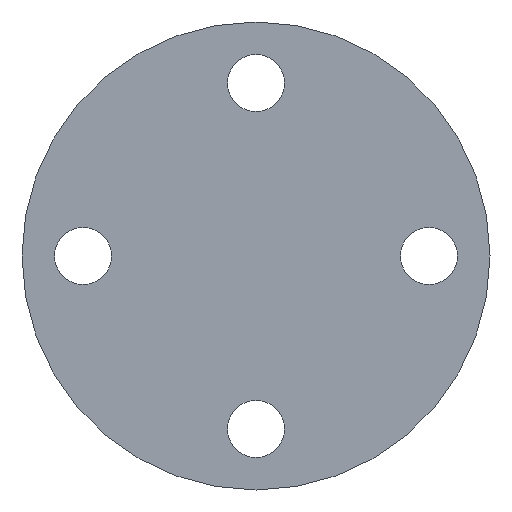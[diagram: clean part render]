
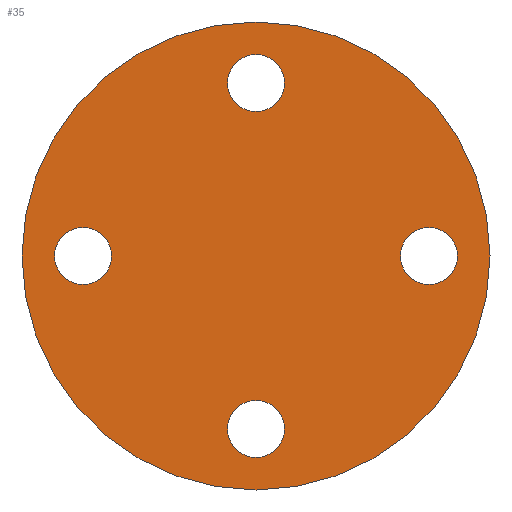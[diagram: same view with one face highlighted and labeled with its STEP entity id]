
A CAD part, front view. The second image highlights one B-rep face of the part: STEP entity #35.
In plain terms, the highlighted planar face has unit normal (0, -1, 0).
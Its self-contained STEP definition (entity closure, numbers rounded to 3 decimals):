
#5 = CIRCLE ( 'NONE', #168, 7. ) ;
#13 = DIRECTION ( 'NONE',  ( 0., 1., 0. ) ) ;
#20 = EDGE_CURVE ( 'NONE', #422, #584, #167, .T. ) ;
#27 = DIRECTION ( 'NONE',  ( 0., 0., 1. ) ) ;
#28 = CARTESIAN_POINT ( 'NONE',  ( -42.5, 0., 0. ) ) ;
#35 = ADVANCED_FACE ( 'NONE', ( #418, #522, #528, #618, #172 ), #278, .F. ) ;
#44 = VERTEX_POINT ( 'NONE', #567 ) ;
#52 = AXIS2_PLACEMENT_3D ( 'NONE', #416, #624, #372 ) ;
#53 = DIRECTION ( 'NONE',  ( 0., 0., 1. ) ) ;
#62 = AXIS2_PLACEMENT_3D ( 'NONE', #600, #160, #27 ) ;
#63 = DIRECTION ( 'NONE',  ( 0., 1., 0. ) ) ;
#66 = EDGE_LOOP ( 'NONE', ( #136, #599 ) ) ;
#83 = CARTESIAN_POINT ( 'NONE',  ( -42.5, 0., 7. ) ) ;
#88 = DIRECTION ( 'NONE',  ( 0., 0., 1. ) ) ;
#98 = ORIENTED_EDGE ( 'NONE', *, *, #333, .T. ) ;
#103 = CIRCLE ( 'NONE', #561, 7. ) ;
#109 = DIRECTION ( 'NONE',  ( 0., 1., 0. ) ) ;
#117 = EDGE_LOOP ( 'NONE', ( #492, #623 ) ) ;
#122 = ORIENTED_EDGE ( 'NONE', *, *, #20, .F. ) ;
#128 = CIRCLE ( 'NONE', #506, 7. ) ;
#134 = DIRECTION ( 'NONE',  ( 0., 1., 0. ) ) ;
#136 = ORIENTED_EDGE ( 'NONE', *, *, #315, .T. ) ;
#145 = VERTEX_POINT ( 'NONE', #480 ) ;
#151 = CARTESIAN_POINT ( 'NONE',  ( 42.5, 0., 0. ) ) ;
#157 = CIRCLE ( 'NONE', #607, 7. ) ;
#160 = DIRECTION ( 'NONE',  ( 0., 1., 0. ) ) ;
#167 = CIRCLE ( 'NONE', #62, 57.5 ) ;
#168 = AXIS2_PLACEMENT_3D ( 'NONE', #209, #215, #400 ) ;
#172 = FACE_OUTER_BOUND ( 'NONE', #438, .T. ) ;
#179 = CARTESIAN_POINT ( 'NONE',  ( 42.5, 0., 7. ) ) ;
#187 = AXIS2_PLACEMENT_3D ( 'NONE', #490, #63, #265 ) ;
#188 = ORIENTED_EDGE ( 'NONE', *, *, #350, .T. ) ;
#191 = VERTEX_POINT ( 'NONE', #513 ) ;
#201 = CARTESIAN_POINT ( 'NONE',  ( 0., 0., 57.5 ) ) ;
#203 = VERTEX_POINT ( 'NONE', #525 ) ;
#204 = DIRECTION ( 'NONE',  ( 0., 0., 1. ) ) ;
#209 = CARTESIAN_POINT ( 'NONE',  ( 0., 0., -42.5 ) ) ;
#211 = CARTESIAN_POINT ( 'NONE',  ( 42.5, 0., 0. ) ) ;
#214 = DIRECTION ( 'NONE',  ( 0., 1., 0. ) ) ;
#215 = DIRECTION ( 'NONE',  ( 0., 1., 0. ) ) ;
#221 = EDGE_CURVE ( 'NONE', #44, #263, #157, .T. ) ;
#224 = VERTEX_POINT ( 'NONE', #179 ) ;
#225 = CARTESIAN_POINT ( 'NONE',  ( -42.5, 0., 0. ) ) ;
#228 = AXIS2_PLACEMENT_3D ( 'NONE', #598, #109, #53 ) ;
#263 = VERTEX_POINT ( 'NONE', #83 ) ;
#265 = DIRECTION ( 'NONE',  ( 0., 0., 1. ) ) ;
#278 = PLANE ( 'NONE',  #523 ) ;
#292 = AXIS2_PLACEMENT_3D ( 'NONE', #151, #13, #307 ) ;
#298 = EDGE_CURVE ( 'NONE', #203, #145, #621, .T. ) ;
#307 = DIRECTION ( 'NONE',  ( 0., 0., 1. ) ) ;
#310 = DIRECTION ( 'NONE',  ( 0., 1., 0. ) ) ;
#315 = EDGE_CURVE ( 'NONE', #224, #328, #354, .T. ) ;
#323 = DIRECTION ( 'NONE',  ( 0., 0., 1. ) ) ;
#328 = VERTEX_POINT ( 'NONE', #500 ) ;
#332 = AXIS2_PLACEMENT_3D ( 'NONE', #28, #214, #564 ) ;
#333 = EDGE_CURVE ( 'NONE', #356, #191, #128, .T. ) ;
#339 = CARTESIAN_POINT ( 'NONE',  ( 0., 0., 42.5 ) ) ;
#350 = EDGE_CURVE ( 'NONE', #191, #356, #429, .T. ) ;
#354 = CIRCLE ( 'NONE', #292, 7. ) ;
#356 = VERTEX_POINT ( 'NONE', #446 ) ;
#362 = CIRCLE ( 'NONE', #187, 57.5 ) ;
#363 = CARTESIAN_POINT ( 'NONE',  ( 0., 0., -57.5 ) ) ;
#372 = DIRECTION ( 'NONE',  ( 0., 0., 1. ) ) ;
#382 = ORIENTED_EDGE ( 'NONE', *, *, #298, .T. ) ;
#383 = DIRECTION ( 'NONE',  ( 0., 1., 0. ) ) ;
#388 = ORIENTED_EDGE ( 'NONE', *, *, #478, .F. ) ;
#400 = DIRECTION ( 'NONE',  ( 0., 0., 1. ) ) ;
#416 = CARTESIAN_POINT ( 'NONE',  ( 0., 0., -42.5 ) ) ;
#418 = FACE_BOUND ( 'NONE', #66, .T. ) ;
#422 = VERTEX_POINT ( 'NONE', #201 ) ;
#429 = CIRCLE ( 'NONE', #228, 7. ) ;
#432 = ORIENTED_EDGE ( 'NONE', *, *, #502, .T. ) ;
#438 = EDGE_LOOP ( 'NONE', ( #388, #122 ) ) ;
#446 = CARTESIAN_POINT ( 'NONE',  ( 0., 0., 49.5 ) ) ;
#478 = EDGE_CURVE ( 'NONE', #584, #422, #362, .T. ) ;
#480 = CARTESIAN_POINT ( 'NONE',  ( 0., 0., -35.5 ) ) ;
#490 = CARTESIAN_POINT ( 'NONE',  ( 0., 0., 0. ) ) ;
#492 = ORIENTED_EDGE ( 'NONE', *, *, #615, .T. ) ;
#500 = CARTESIAN_POINT ( 'NONE',  ( 42.5, 0., -7. ) ) ;
#502 = EDGE_CURVE ( 'NONE', #145, #203, #5, .T. ) ;
#506 = AXIS2_PLACEMENT_3D ( 'NONE', #339, #383, #596 ) ;
#513 = CARTESIAN_POINT ( 'NONE',  ( 0., 0., 35.5 ) ) ;
#517 = DIRECTION ( 'NONE',  ( 0., 1., 0. ) ) ;
#521 = EDGE_CURVE ( 'NONE', #328, #224, #103, .T. ) ;
#522 = FACE_BOUND ( 'NONE', #524, .T. ) ;
#523 = AXIS2_PLACEMENT_3D ( 'NONE', #575, #134, #88 ) ;
#524 = EDGE_LOOP ( 'NONE', ( #98, #188 ) ) ;
#525 = CARTESIAN_POINT ( 'NONE',  ( 0., 0., -49.5 ) ) ;
#528 = FACE_BOUND ( 'NONE', #117, .T. ) ;
#561 = AXIS2_PLACEMENT_3D ( 'NONE', #211, #310, #204 ) ;
#564 = DIRECTION ( 'NONE',  ( 0., 0., 1. ) ) ;
#567 = CARTESIAN_POINT ( 'NONE',  ( -42.5, 0., -7. ) ) ;
#575 = CARTESIAN_POINT ( 'NONE',  ( 0., 0., 0. ) ) ;
#584 = VERTEX_POINT ( 'NONE', #363 ) ;
#596 = DIRECTION ( 'NONE',  ( 0., 0., 1. ) ) ;
#598 = CARTESIAN_POINT ( 'NONE',  ( 0., 0., 42.5 ) ) ;
#599 = ORIENTED_EDGE ( 'NONE', *, *, #521, .T. ) ;
#600 = CARTESIAN_POINT ( 'NONE',  ( 0., 0., 0. ) ) ;
#607 = AXIS2_PLACEMENT_3D ( 'NONE', #225, #517, #323 ) ;
#608 = CIRCLE ( 'NONE', #332, 7. ) ;
#615 = EDGE_CURVE ( 'NONE', #263, #44, #608, .T. ) ;
#618 = FACE_BOUND ( 'NONE', #628, .T. ) ;
#621 = CIRCLE ( 'NONE', #52, 7. ) ;
#623 = ORIENTED_EDGE ( 'NONE', *, *, #221, .T. ) ;
#624 = DIRECTION ( 'NONE',  ( 0., 1., 0. ) ) ;
#628 = EDGE_LOOP ( 'NONE', ( #432, #382 ) ) ;
